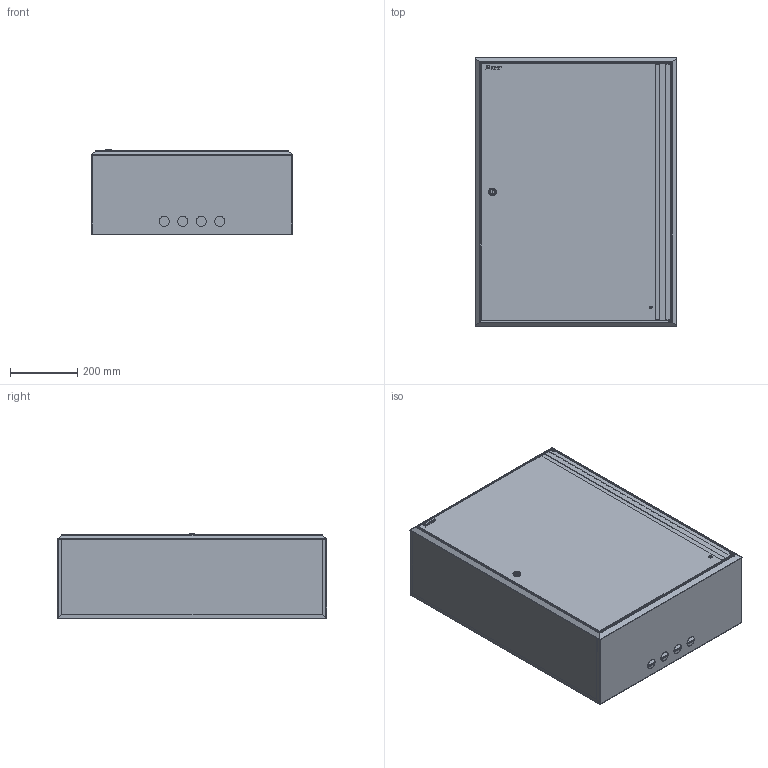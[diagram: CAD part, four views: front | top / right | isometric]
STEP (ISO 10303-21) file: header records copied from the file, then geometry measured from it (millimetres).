
FILE_DESCRIPTION (( 'STEP AP214' ), '1' );
FILE_NAME ('ﾙﾌﾏ-80.60.25 (ﾙﾐﾍﾌ-4) IP31 EKF ﾌﾈ-747.STEP', '2017-08-30T08:00:50', ( 'Admin' ), ( '' ), 'SwSTEP 2.0', 'SolidWorks 2017', '' );
FILE_SCHEMA (( 'AUTOMOTIVE_DESIGN' ));
Length unit declared in the file: millimetre
Products named in the file (27): ßçû÷îê 2; Âíóòðåííåå òåëî çàìêà; ﾙﾌﾏ-80.60.25 (ﾙﾐﾍﾌ-4) IP31 EKF ﾌﾈ-747; Ãàéêà; Ïðîêëàäêà ìåòàëëè÷åñêàÿ 2; pan head cross recess screw_din_ISO 7045 - M4 x 6 - Z --- 6N; Ïðîêëàäêà; Washer 6402_3_gost_丐ｩ｡ 2 6 ヮ葬 6402-70; Ïðîêëàäêà ìåòàëëè÷åñêàÿ; Òåëî çàìêà; Çàêëåïêà öèëèíäðè÷åñêàÿ Ì4 ÑÒ-Á ñ âíóòðåííåé ðåçüáîé_Œ8; ﾌﾈ-747.02.00.001 ﾄ粢; ÌÈ-747.01.00.000 Êîðïóñ â ñáîðå; pan head cross recess screw_din_DIN EN ISO 7045 - M4 x 16 - Z - 16N; ÌÈ-747.01.00.002 Ñòåíêà ëåâàÿ; hex flange nut_din_Hexagon Flange Nut DIN 6923 - M6 - N; ÌÈ-747.01.02.000 Ñòåíêà çàäíÿÿ ÑÁ; ÌÈ-453.00.00.001 Ïàíåëü ìîíòàæíàÿ; Øïèëüêà îáìåäíåííàÿ Ì6õ20; ÌÈ-747.02.00.000 Äâåðü â ñáîðå; ÌÈ-747.01.00.001 Ñòåíêà çàäíÿÿ; 呧蜦 3D; ÌÈ-747.01.01.000 Ñòåíêà ïðàâàÿ ÑÁ; ﾌﾈ-747.02.00.002 ﾐ裔; Øïèëüêà Ì6õ12; Çàìîê ïî÷òîâûé; ÌÈ-747.01.01.001 Ñòåíêà ïðàâàÿ
Assembly tree (37 placements, depth 4):
  ﾙﾌﾏ-80.60.25 (ﾙﾐﾍﾌ-4) IP31 EKF ﾌﾈ-747
    ÌÈ-747.01.00.000 Êîðïóñ â ñáîðå
      ÌÈ-747.01.01.000 Ñòåíêà ïðàâàÿ ÑÁ
        ÌÈ-747.01.01.001 Ñòåíêà ïðàâàÿ
        Øïèëüêà Ì6õ12
      ÌÈ-747.01.02.000 Ñòåíêà çàäíÿÿ ÑÁ
        ÌÈ-747.01.00.001 Ñòåíêà çàäíÿÿ
        Øïèëüêà îáìåäíåííàÿ Ì6õ20  x4
      ÌÈ-747.01.00.002 Ñòåíêà ëåâàÿ
    ÌÈ-747.02.00.000 Äâåðü â ñáîðå
      ﾌﾈ-747.02.00.001 ﾄ粢
      Øïèëüêà Ì6õ12
      Çàêëåïêà öèëèíäðè÷åñêàÿ Ì4 ÑÒ-Á ñ âíóòðåííåé ðåçüáîé_Œ8  x2
      Çàìîê ïî÷òîâûé
        Òåëî çàìêà
        Ïðîêëàäêà ìåòàëëè÷åñêàÿ
        Washer 6402_3_gost_丐ｩ｡ 2 6 ヮ葬 6402-70
        Ïðîêëàäêà
        pan head cross recess screw_din_ISO 7045 - M4 x 6 - Z --- 6N
        Ïðîêëàäêà ìåòàëëè÷åñêàÿ 2
        Ãàéêà
        Âíóòðåííåå òåëî çàìêà
        ßçû÷îê 2
      ﾌﾈ-747.02.00.002 ﾐ裔
      呧蜦 3D
    ÌÈ-453.00.00.001 Ïàíåëü ìîíòàæíàÿ
    hex flange nut_din_Hexagon Flange Nut DIN 6923 - M6 - N  x6
    pan head cross recess screw_din_DIN EN ISO 7045 - M4 x 16 - Z - 16N  x2
Bounding box: 600 x 800 x 254.38 mm (x, y, z)
Volume: 2393989 mm3; surface area: 4395159.5 mm2
Topology: 39 solids, 39 shells, 1205 faces, 2826 edges, 1731 vertices
Faces by surface type: plane 623, cylinder 240, bspline 188, cone 116, torus 32, sphere 6
Entity records: 28641 total; most frequent: CARTESIAN_POINT 8706, ORIENTED_EDGE 3800, DIRECTION 3578, EDGE_CURVE 1900, VECTOR 1198, LINE 1198, AXIS2_PLACEMENT_3D 1190, VERTEX_POINT 1162
